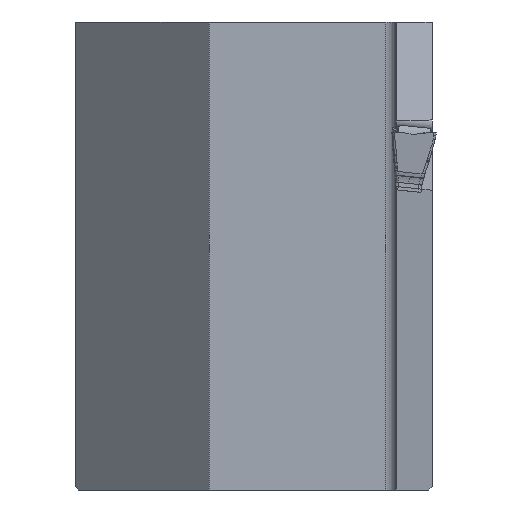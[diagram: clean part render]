
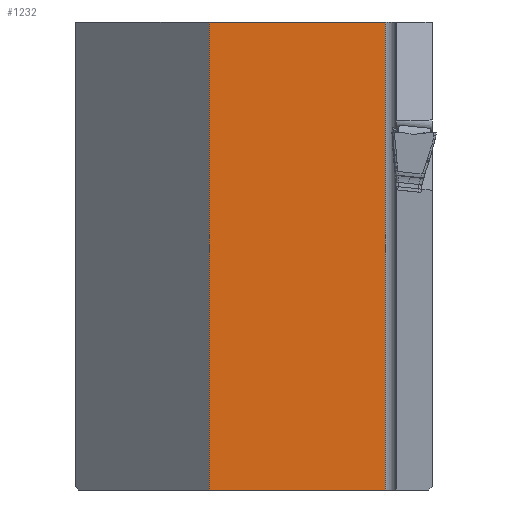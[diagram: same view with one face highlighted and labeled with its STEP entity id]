
A CAD part, left-side view. The second image highlights one B-rep face of the part: STEP entity #1232.
In plain terms, the highlighted planar face has unit normal (-1, 0, 0).
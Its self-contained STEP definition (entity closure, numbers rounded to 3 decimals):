
#1232=ADVANCED_FACE('',(#1421),#1376,.F.);
#1376=PLANE('',#3462);
#1421=FACE_OUTER_BOUND('',#1565,.T.);
#1565=EDGE_LOOP('',(#1810,#1811,#1812,#1813));
#1810=ORIENTED_EDGE('',*,*,#2817,.F.);
#1811=ORIENTED_EDGE('',*,*,#2861,.T.);
#1812=ORIENTED_EDGE('',*,*,#2840,.T.);
#1813=ORIENTED_EDGE('',*,*,#2862,.T.);
#2544=VERTEX_POINT('',#3834);
#2545=VERTEX_POINT('',#3836);
#2561=VERTEX_POINT('',#3880);
#2562=VERTEX_POINT('',#3882);
#2817=EDGE_CURVE('',#2544,#2545,#3223,.T.);
#2840=EDGE_CURVE('',#2562,#2561,#3243,.T.);
#2861=EDGE_CURVE('',#2544,#2562,#3262,.T.);
#2862=EDGE_CURVE('',#2561,#2545,#3263,.T.);
#3223=LINE('',#3835,#3338);
#3243=LINE('',#3881,#3358);
#3262=LINE('',#3921,#3377);
#3263=LINE('',#3922,#3378);
#3338=VECTOR('',#3547,1.);
#3358=VECTOR('',#3585,1.);
#3377=VECTOR('',#3634,1.);
#3378=VECTOR('',#3635,1.);
#3462=AXIS2_PLACEMENT_3D('',#3923,#3636,#3637);
#3547=DIRECTION('',(0.,-1.,0.));
#3585=DIRECTION('',(0.,-1.,0.));
#3634=DIRECTION('',(0.,0.,-1.));
#3635=DIRECTION('',(0.,0.,1.));
#3636=DIRECTION('',(1.,0.,0.));
#3637=DIRECTION('',(0.,0.,-1.));
#3834=CARTESIAN_POINT('',(26.,-12.,10.));
#3835=CARTESIAN_POINT('',(26.,3.,10.));
#3836=CARTESIAN_POINT('',(26.,-27.8,10.));
#3880=CARTESIAN_POINT('',(26.,-27.8,-32.));
#3881=CARTESIAN_POINT('',(26.,3.,-32.));
#3882=CARTESIAN_POINT('',(26.,-12.,-32.));
#3921=CARTESIAN_POINT('',(26.,-12.,-35.));
#3922=CARTESIAN_POINT('',(26.,-27.8,10.));
#3923=CARTESIAN_POINT('',(26.,3.,-32.));
